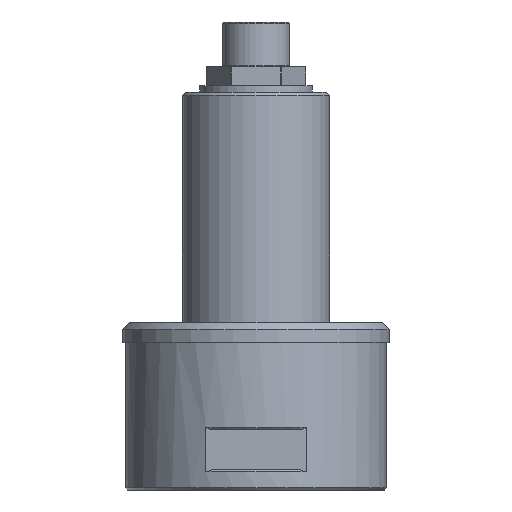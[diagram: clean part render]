
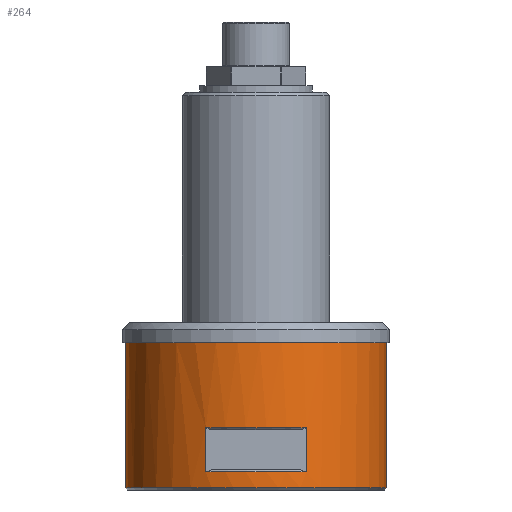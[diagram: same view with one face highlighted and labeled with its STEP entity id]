
A CAD part, front view. The second image highlights one B-rep face of the part: STEP entity #264.
In plain terms, the highlighted cylindrical face has radius 19.5 mm (diameter 39 mm), a full revolution.
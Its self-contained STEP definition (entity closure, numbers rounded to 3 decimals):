
#48=CYLINDRICAL_SURFACE('',#1207,19.5);
#115=LINE('',#2092,#159);
#116=LINE('',#2104,#160);
#118=LINE('',#2123,#162);
#120=LINE('',#2138,#164);
#123=LINE('',#2162,#167);
#124=LINE('',#2197,#168);
#159=VECTOR('',#1439,1.);
#160=VECTOR('',#1440,1.);
#162=VECTOR('',#1452,1.);
#164=VECTOR('',#1454,1.);
#167=VECTOR('',#1471,1.);
#168=VECTOR('',#1472,1.);
#264=ADVANCED_FACE('',(#385,#386,#387,#388),#48,.T.);
#337=B_SPLINE_CURVE_WITH_KNOTS('',3,(#2164,#2165,#2166,#2167,#2168,#2169,
#2170,#2171,#2172,#2173,#2174,#2175,#2176,#2177,#2178,#2179),
 .UNSPECIFIED.,.F.,.F.,(4,3,3,3,3,4),(0.,0.209,0.417,
0.63,0.848,1.),.UNSPECIFIED.);
#338=B_SPLINE_CURVE_WITH_KNOTS('',3,(#2180,#2181,#2182,#2183,#2184,#2185,
#2186,#2187,#2188,#2189,#2190,#2191,#2192,#2193,#2194,#2195),
 .UNSPECIFIED.,.F.,.F.,(4,3,3,3,3,4),(0.,0.216,0.432,
0.65,0.867,1.),.UNSPECIFIED.);
#385=FACE_BOUND('',#471,.T.);
#386=FACE_BOUND('',#472,.T.);
#387=FACE_BOUND('',#473,.T.);
#388=FACE_BOUND('',#474,.T.);
#471=EDGE_LOOP('',(#669));
#472=EDGE_LOOP('',(#670,#671,#672,#673,#674,#675));
#473=EDGE_LOOP('',(#676,#677,#678,#679));
#474=EDGE_LOOP('',(#680,#681,#682,#683));
#669=ORIENTED_EDGE('',*,*,#1014,.T.);
#670=ORIENTED_EDGE('',*,*,#1015,.F.);
#671=ORIENTED_EDGE('',*,*,#1016,.T.);
#672=ORIENTED_EDGE('',*,*,#1017,.T.);
#673=ORIENTED_EDGE('',*,*,#1011,.T.);
#674=ORIENTED_EDGE('',*,*,#1018,.T.);
#675=ORIENTED_EDGE('',*,*,#1019,.T.);
#676=ORIENTED_EDGE('',*,*,#1020,.T.);
#677=ORIENTED_EDGE('',*,*,#1007,.T.);
#678=ORIENTED_EDGE('',*,*,#1021,.T.);
#679=ORIENTED_EDGE('',*,*,#1003,.T.);
#680=ORIENTED_EDGE('',*,*,#997,.F.);
#681=ORIENTED_EDGE('',*,*,#1022,.T.);
#682=ORIENTED_EDGE('',*,*,#994,.F.);
#683=ORIENTED_EDGE('',*,*,#1023,.T.);
#871=VERTEX_POINT('',#2093);
#872=VERTEX_POINT('',#2094);
#873=VERTEX_POINT('',#2103);
#874=VERTEX_POINT('',#2105);
#878=VERTEX_POINT('',#2124);
#879=VERTEX_POINT('',#2125);
#882=VERTEX_POINT('',#2137);
#883=VERTEX_POINT('',#2139);
#884=VERTEX_POINT('',#2152);
#885=VERTEX_POINT('',#2153);
#886=VERTEX_POINT('',#2158);
#887=VERTEX_POINT('',#2160);
#888=VERTEX_POINT('',#2161);
#889=VERTEX_POINT('',#2163);
#890=VERTEX_POINT('',#2196);
#994=EDGE_CURVE('',#871,#872,#115,.T.);
#997=EDGE_CURVE('',#873,#874,#116,.T.);
#1003=EDGE_CURVE('',#878,#879,#118,.T.);
#1007=EDGE_CURVE('',#883,#882,#120,.T.);
#1011=EDGE_CURVE('',#884,#885,#1094,.T.);
#1014=EDGE_CURVE('',#886,#886,#1095,.T.);
#1015=EDGE_CURVE('',#887,#888,#1096,.T.);
#1016=EDGE_CURVE('',#887,#889,#123,.T.);
#1017=EDGE_CURVE('',#889,#884,#337,.T.);
#1018=EDGE_CURVE('',#885,#890,#338,.T.);
#1019=EDGE_CURVE('',#890,#888,#124,.T.);
#1020=EDGE_CURVE('',#879,#883,#1097,.T.);
#1021=EDGE_CURVE('',#882,#878,#1098,.T.);
#1022=EDGE_CURVE('',#873,#872,#1099,.T.);
#1023=EDGE_CURVE('',#871,#874,#1100,.T.);
#1094=CIRCLE('',#1199,19.5);
#1095=CIRCLE('',#1201,19.5);
#1096=CIRCLE('',#1202,19.5);
#1097=CIRCLE('',#1203,19.5);
#1098=CIRCLE('',#1204,19.5);
#1099=CIRCLE('',#1205,19.5);
#1100=CIRCLE('',#1206,19.5);
#1199=AXIS2_PLACEMENT_3D('',#2151,#1461,#1462);
#1201=AXIS2_PLACEMENT_3D('',#2157,#1467,#1468);
#1202=AXIS2_PLACEMENT_3D('',#2159,#1469,#1470);
#1203=AXIS2_PLACEMENT_3D('',#2198,#1473,#1474);
#1204=AXIS2_PLACEMENT_3D('',#2199,#1475,#1476);
#1205=AXIS2_PLACEMENT_3D('',#2200,#1477,#1478);
#1206=AXIS2_PLACEMENT_3D('',#2201,#1479,#1480);
#1207=AXIS2_PLACEMENT_3D('',#2202,#1481,#1482);
#1439=DIRECTION('',(0.,0.,1.));
#1440=DIRECTION('',(0.,0.,-1.));
#1452=DIRECTION('',(0.,0.,1.));
#1454=DIRECTION('',(0.,0.,-1.));
#1461=DIRECTION('',(0.,0.,-1.));
#1462=DIRECTION('',(-1.,0.,0.));
#1467=DIRECTION('',(0.,0.,1.));
#1468=DIRECTION('',(1.,0.,0.));
#1469=DIRECTION('',(0.,0.,1.));
#1470=DIRECTION('',(1.,0.,0.));
#1471=DIRECTION('',(0.,0.,-1.));
#1472=DIRECTION('',(0.,0.,1.));
#1473=DIRECTION('',(0.,0.,1.));
#1474=DIRECTION('',(1.,0.,0.));
#1475=DIRECTION('',(0.,0.,-1.));
#1476=DIRECTION('',(-1.,0.,0.));
#1477=DIRECTION('',(0.,0.,1.));
#1478=DIRECTION('',(-1.,0.,0.));
#1479=DIRECTION('',(0.,0.,-1.));
#1480=DIRECTION('',(1.,0.,0.));
#1481=DIRECTION('',(0.,0.,1.));
#1482=DIRECTION('',(1.,0.,0.));
#2092=CARTESIAN_POINT('',(-7.5,18.,0.));
#2093=CARTESIAN_POINT('',(-7.5,18.,2.7));
#2094=CARTESIAN_POINT('',(-7.5,18.,9.3));
#2103=CARTESIAN_POINT('',(7.5,18.,9.3));
#2104=CARTESIAN_POINT('',(7.5,18.,0.));
#2105=CARTESIAN_POINT('',(7.5,18.,2.7));
#2123=CARTESIAN_POINT('',(-7.5,-18.,0.));
#2124=CARTESIAN_POINT('',(-7.5,-18.,2.7));
#2125=CARTESIAN_POINT('',(-7.5,-18.,9.3));
#2137=CARTESIAN_POINT('',(7.5,-18.,2.7));
#2138=CARTESIAN_POINT('',(7.5,-18.,0.));
#2139=CARTESIAN_POINT('',(7.5,-18.,9.3));
#2151=CARTESIAN_POINT('',(0.,0.,15.5));
#2152=CARTESIAN_POINT('',(-2.,19.397,15.5));
#2153=CARTESIAN_POINT('',(2.,19.397,15.5));
#2157=CARTESIAN_POINT('',(0.,0.,0.3));
#2158=CARTESIAN_POINT('',(19.5,0.,0.3));
#2159=CARTESIAN_POINT('',(0.,0.,22.));
#2160=CARTESIAN_POINT('',(-5.,18.848,22.));
#2161=CARTESIAN_POINT('',(5.,18.848,22.));
#2162=CARTESIAN_POINT('',(-5.,18.848,0.));
#2163=CARTESIAN_POINT('',(-5.,18.848,18.5));
#2164=CARTESIAN_POINT('',(-5.,18.848,18.5));
#2165=CARTESIAN_POINT('',(-5.,18.848,18.171));
#2166=CARTESIAN_POINT('',(-4.944,18.863,17.838));
#2167=CARTESIAN_POINT('',(-4.838,18.89,17.528));
#2168=CARTESIAN_POINT('',(-4.732,18.917,17.218));
#2169=CARTESIAN_POINT('',(-4.573,18.957,16.923));
#2170=CARTESIAN_POINT('',(-4.374,19.003,16.666));
#2171=CARTESIAN_POINT('',(-4.171,19.05,16.403));
#2172=CARTESIAN_POINT('',(-3.922,19.104,16.173));
#2173=CARTESIAN_POINT('',(-3.645,19.156,15.992));
#2174=CARTESIAN_POINT('',(-3.362,19.21,15.806));
#2175=CARTESIAN_POINT('',(-3.043,19.264,15.667));
#2176=CARTESIAN_POINT('',(-2.713,19.31,15.586));
#2177=CARTESIAN_POINT('',(-2.481,19.343,15.529));
#2178=CARTESIAN_POINT('',(-2.24,19.372,15.5));
#2179=CARTESIAN_POINT('',(-2.,19.397,15.5));
#2180=CARTESIAN_POINT('',(2.,19.397,15.5));
#2181=CARTESIAN_POINT('',(2.338,19.362,15.5));
#2182=CARTESIAN_POINT('',(2.68,19.318,15.559));
#2183=CARTESIAN_POINT('',(2.997,19.268,15.671));
#2184=CARTESIAN_POINT('',(3.314,19.219,15.782));
#2185=CARTESIAN_POINT('',(3.616,19.164,15.95));
#2186=CARTESIAN_POINT('',(3.877,19.111,16.16));
#2187=CARTESIAN_POINT('',(4.142,19.057,16.372));
#2188=CARTESIAN_POINT('',(4.374,19.004,16.634));
#2189=CARTESIAN_POINT('',(4.553,18.961,16.924));
#2190=CARTESIAN_POINT('',(4.731,18.918,17.213));
#2191=CARTESIAN_POINT('',(4.862,18.884,17.538));
#2192=CARTESIAN_POINT('',(4.933,18.866,17.871));
#2193=CARTESIAN_POINT('',(4.977,18.854,18.077));
#2194=CARTESIAN_POINT('',(5.,18.848,18.289));
#2195=CARTESIAN_POINT('',(5.,18.848,18.5));
#2196=CARTESIAN_POINT('',(5.,18.848,18.5));
#2197=CARTESIAN_POINT('',(5.,18.848,0.));
#2198=CARTESIAN_POINT('',(0.,0.,9.3));
#2199=CARTESIAN_POINT('',(0.,0.,2.7));
#2200=CARTESIAN_POINT('',(0.,0.,9.3));
#2201=CARTESIAN_POINT('',(0.,0.,2.7));
#2202=CARTESIAN_POINT('',(0.,0.,0.));
